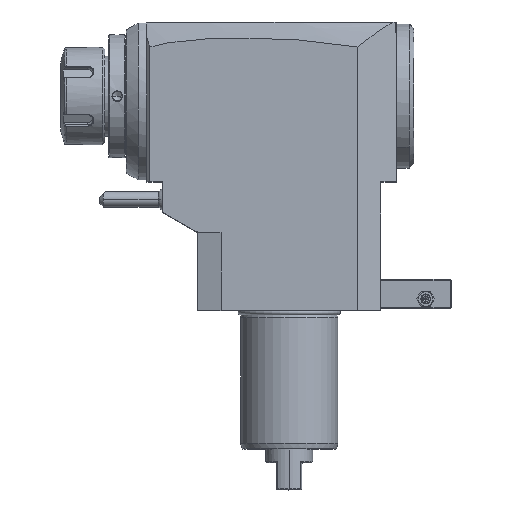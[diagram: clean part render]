
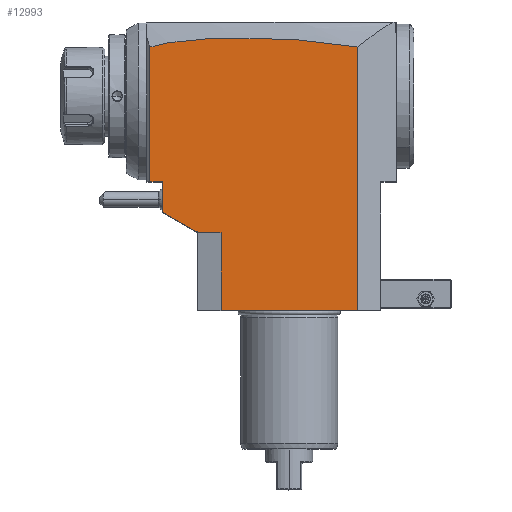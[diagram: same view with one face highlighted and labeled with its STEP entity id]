
A CAD part, top view. The second image highlights one B-rep face of the part: STEP entity #12993.
In plain terms, the highlighted planar face has unit normal (0, 0, 1).
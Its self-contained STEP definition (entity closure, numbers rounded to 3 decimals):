
#3303=DIRECTION('',(-1.,0.,0.));
#3304=VECTOR('',#3303,70.);
#3305=CARTESIAN_POINT('',(35.,0.,44.));
#3306=LINE('',#3305,#3304);
#3385=DIRECTION('',(1.,0.,0.));
#3386=VECTOR('',#3385,6.5);
#3387=CARTESIAN_POINT('',(-71.5,66.,44.));
#3388=LINE('',#3387,#3386);
#3393=DIRECTION('',(0.866,-0.5,0.));
#3394=VECTOR('',#3393,1.155);
#3395=CARTESIAN_POINT('',(-47.,40.577,44.));
#3396=LINE('',#3395,#3394);
#3397=DIRECTION('',(0.,1.,0.));
#3398=VECTOR('',#3397,0.577);
#3399=CARTESIAN_POINT('',(-47.,40.,44.));
#3400=LINE('',#3399,#3398);
#3401=DIRECTION('',(0.866,-0.5,0.));
#3402=VECTOR('',#3401,20.785);
#3403=CARTESIAN_POINT('',(-65.,50.392,44.));
#3404=LINE('',#3403,#3402);
#3405=DIRECTION('',(0.,-1.,0.));
#3406=VECTOR('',#3405,15.608);
#3407=CARTESIAN_POINT('',(-65.,66.,44.));
#3408=LINE('',#3407,#3406);
#3409=DIRECTION('',(0.,-1.,0.));
#3410=VECTOR('',#3409,69.054);
#3411=CARTESIAN_POINT('',(-71.5,135.054,44.));
#3412=LINE('',#3411,#3410);
#3413=CARTESIAN_POINT('',(35.,135.17,44.));
#3414=CARTESIAN_POINT('',(33.866,135.39,44.));
#3415=CARTESIAN_POINT('',(31.557,135.811,44.));
#3416=CARTESIAN_POINT('',(27.973,136.396,44.));
#3417=CARTESIAN_POINT('',(24.275,136.936,44.));
#3418=CARTESIAN_POINT('',(20.466,137.432,44.));
#3419=CARTESIAN_POINT('',(16.551,137.887,44.));
#3420=CARTESIAN_POINT('',(12.43,138.31,44.));
#3421=CARTESIAN_POINT('',(8.005,138.706,44.));
#3422=CARTESIAN_POINT('',(3.152,139.076,44.));
#3423=CARTESIAN_POINT('',(-1.995,139.396,44.));
#3424=CARTESIAN_POINT('',(-7.212,139.65,44.));
#3425=CARTESIAN_POINT('',(-12.388,139.832,44.));
#3426=CARTESIAN_POINT('',(-17.55,139.947,44.));
#3427=CARTESIAN_POINT('',(-22.671,139.991,44.));
#3428=CARTESIAN_POINT('',(-27.679,139.967,44.));
#3429=CARTESIAN_POINT('',(-32.529,139.875,44.));
#3430=CARTESIAN_POINT('',(-37.219,139.719,44.));
#3431=CARTESIAN_POINT('',(-41.633,139.505,44.));
#3432=CARTESIAN_POINT('',(-45.599,139.25,44.));
#3433=CARTESIAN_POINT('',(-49.111,138.971,44.));
#3434=CARTESIAN_POINT('',(-52.178,138.679,44.));
#3435=CARTESIAN_POINT('',(-54.869,138.382,44.));
#3436=CARTESIAN_POINT('',(-57.266,138.081,44.));
#3437=CARTESIAN_POINT('',(-59.4,137.778,44.));
#3438=CARTESIAN_POINT('',(-61.283,137.481,44.));
#3439=CARTESIAN_POINT('',(-62.928,137.194,44.));
#3440=CARTESIAN_POINT('',(-64.387,136.915,44.));
#3441=CARTESIAN_POINT('',(-65.717,136.638,44.));
#3442=CARTESIAN_POINT('',(-66.976,136.353,44.));
#3443=CARTESIAN_POINT('',(-68.212,136.047,44.));
#3444=CARTESIAN_POINT('',(-69.396,135.725,44.));
#3445=CARTESIAN_POINT('',(-70.508,135.39,44.));
#3446=CARTESIAN_POINT('',(-71.18,135.166,44.));
#3447=CARTESIAN_POINT('',(-71.5,135.054,44.));
#3449=DIRECTION('',(0.,-1.,0.));
#3450=VECTOR('',#3449,135.17);
#3451=CARTESIAN_POINT('',(35.,135.17,44.));
#3452=LINE('',#3451,#3450);
#3493=DIRECTION('',(0.,-1.,0.));
#3494=VECTOR('',#3493,40.);
#3495=CARTESIAN_POINT('',(-35.,40.,44.));
#3496=LINE('',#3495,#3494);
#3509=DIRECTION('',(1.,0.,0.));
#3510=VECTOR('',#3509,11.);
#3511=CARTESIAN_POINT('',(-46.,40.,44.));
#3512=LINE('',#3511,#3510);
#9447=CARTESIAN_POINT('',(-71.5,66.,44.));
#9448=VERTEX_POINT('',#9447);
#9449=VERTEX_POINT('',#3413);
#9450=VERTEX_POINT('',#3447);
#9469=CARTESIAN_POINT('',(-46.,40.,44.));
#9470=CARTESIAN_POINT('',(-35.,40.,44.));
#9471=VERTEX_POINT('',#9469);
#9472=VERTEX_POINT('',#9470);
#9792=CARTESIAN_POINT('',(35.,0.,44.));
#9793=CARTESIAN_POINT('',(-35.,0.,44.));
#9794=VERTEX_POINT('',#9792);
#9795=VERTEX_POINT('',#9793);
#9820=CARTESIAN_POINT('',(-65.,50.392,44.));
#9821=CARTESIAN_POINT('',(-47.,40.,44.));
#9822=VERTEX_POINT('',#9820);
#9823=VERTEX_POINT('',#9821);
#9864=CARTESIAN_POINT('',(-47.,40.577,44.));
#9866=VERTEX_POINT('',#9864);
#9928=CARTESIAN_POINT('',(-65.,66.,44.));
#9929=VERTEX_POINT('',#9928);
#12967=CARTESIAN_POINT('',(-53.475,40.,44.));
#12968=DIRECTION('',(0.,0.,1.));
#12969=DIRECTION('',(1.,0.,0.));
#12970=AXIS2_PLACEMENT_3D('',#12967,#12968,#12969);
#12971=PLANE('',#12970);
#12973=ORIENTED_EDGE('',*,*,#12972,.F.);
#12975=ORIENTED_EDGE('',*,*,#12974,.F.);
#12977=ORIENTED_EDGE('',*,*,#12976,.F.);
#12978=ORIENTED_EDGE('',*,*,#12947,.F.);
#12979=ORIENTED_EDGE('',*,*,#12936,.F.);
#12981=ORIENTED_EDGE('',*,*,#12980,.F.);
#12983=ORIENTED_EDGE('',*,*,#12982,.F.);
#12985=ORIENTED_EDGE('',*,*,#12984,.T.);
#12986=ORIENTED_EDGE('',*,*,#12875,.T.);
#12988=ORIENTED_EDGE('',*,*,#12987,.F.);
#12990=ORIENTED_EDGE('',*,*,#12989,.F.);
#12991=EDGE_LOOP('',(#12973,#12975,#12977,#12978,#12979,#12981,#12983,#12985,
#12986,#12988,#12990));
#12992=FACE_OUTER_BOUND('',#12991,.F.);
#3448=B_SPLINE_CURVE_WITH_KNOTS('',3,(#3413,#3414,#3415,#3416,#3417,#3418,#3419,
#3420,#3421,#3422,#3423,#3424,#3425,#3426,#3427,#3428,#3429,#3430,#3431,#3432,
#3433,#3434,#3435,#3436,#3437,#3438,#3439,#3440,#3441,#3442,#3443,#3444,#3445,
#3446,#3447),.UNSPECIFIED.,.F.,.F.,(4,1,1,1,1,1,1,1,1,1,1,1,1,1,1,1,1,1,1,1,1,1,
1,1,1,1,1,1,1,1,1,1,4),(0.,0.031,0.063,0.094,0.125,0.156,
0.188,0.219,0.25,0.281,0.313,0.344,0.375,0.406,
0.438,0.469,0.5,0.531,0.563,0.594,0.625,0.656,
0.688,0.719,0.75,0.781,0.813,0.844,0.875,0.906,
0.938,0.969,1.),.UNSPECIFIED.);
#12875=EDGE_CURVE('',#9794,#9795,#3306,.T.);
#12936=EDGE_CURVE('',#9448,#9929,#3388,.T.);
#12947=EDGE_CURVE('',#9929,#9822,#3408,.T.);
#12972=EDGE_CURVE('',#9866,#9471,#3396,.T.);
#12974=EDGE_CURVE('',#9823,#9866,#3400,.T.);
#12976=EDGE_CURVE('',#9822,#9823,#3404,.T.);
#12980=EDGE_CURVE('',#9450,#9448,#3412,.T.);
#12982=EDGE_CURVE('',#9449,#9450,#3448,.T.);
#12984=EDGE_CURVE('',#9449,#9794,#3452,.T.);
#12987=EDGE_CURVE('',#9472,#9795,#3496,.T.);
#12989=EDGE_CURVE('',#9471,#9472,#3512,.T.);
#12993=ADVANCED_FACE('',(#12992),#12971,.T.);
